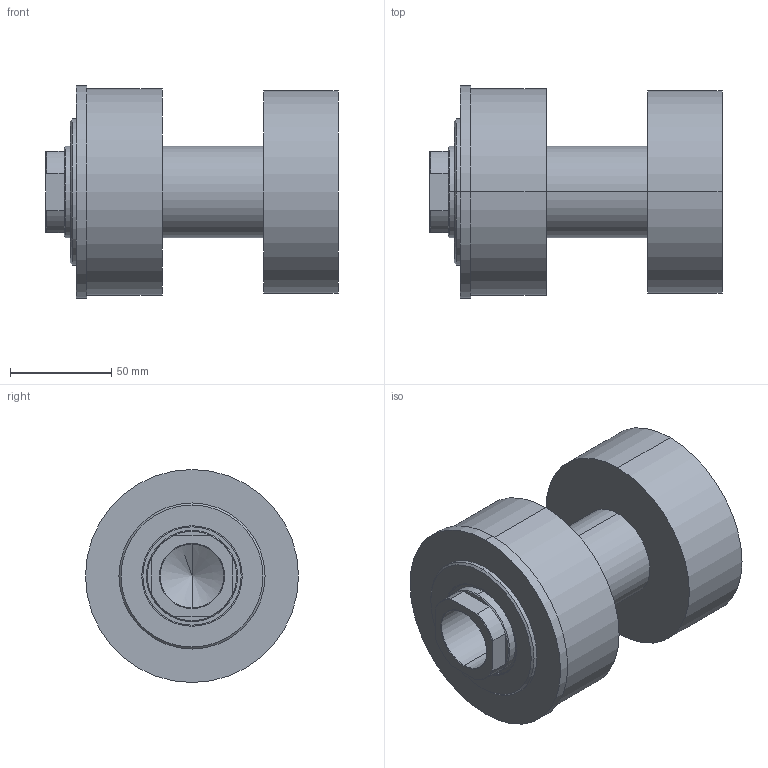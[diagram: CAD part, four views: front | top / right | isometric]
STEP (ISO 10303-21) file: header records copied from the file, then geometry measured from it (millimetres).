
FILE_DESCRIPTION (( 'STEP AP203' ), '1' );
FILE_NAME ('696b.STEP', '2022-04-17T14:30:40', ( '' ), ( '' ), 'SwSTEP 2.0', 'SolidWorks 2019', '' );
FILE_SCHEMA (( 'CONFIG_CONTROL_DESIGN' ));
Length unit declared in the file: millimetre
Products named in the file (4): V450CM_B_VCP ea01d50f0fa61a0136eabb767a565d1c; 696b; V450CM_B_Body ea01d50f0fa61a0136eabb767a565d1c; V450CM_VC_B ea01d50f0fa61a0136eabb767a565d1c
Assembly tree (3 placements, depth 2):
  696b
    V450CM_B_Body ea01d50f0fa61a0136eabb767a565d1c
    V450CM_B_VCP ea01d50f0fa61a0136eabb767a565d1c
    V450CM_VC_B ea01d50f0fa61a0136eabb767a565d1c
Bounding box: 144 x 105 x 105 mm (x, y, z)
Volume: 712995.9 mm3; surface area: 80883.5 mm2
Topology: 2 solids, 2 shells, 51 faces, 110 edges, 67 vertices
Faces by surface type: cylinder 22, plane 17, cone 12
Entity records: 45152 total; most frequent: CARTESIAN_POINT 25472, ORIENTED_EDGE 4576, DIRECTION 2722, EDGE_CURVE 2288, VERTEX_POINT 1509, LINE 1348, VECTOR 1348, EDGE_LOOP 1027
